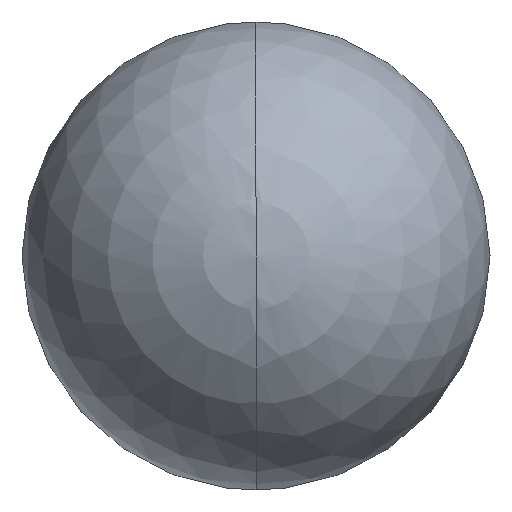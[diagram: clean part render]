
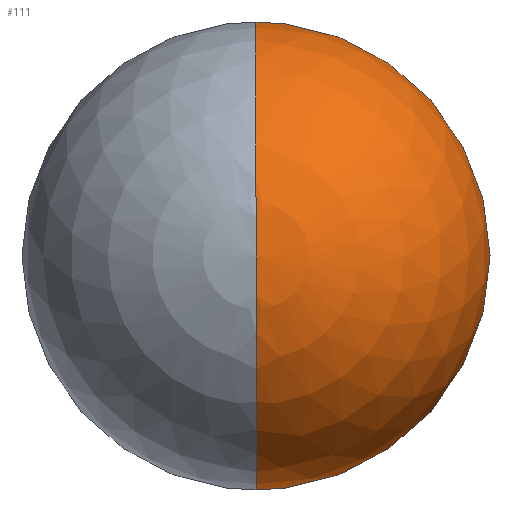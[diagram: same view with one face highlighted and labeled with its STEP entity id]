
A CAD part, left-side view. The second image highlights one B-rep face of the part: STEP entity #111.
In plain terms, the highlighted spherical face has radius 16 mm.
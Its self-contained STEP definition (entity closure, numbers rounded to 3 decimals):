
#93=EDGE_CURVE('',#139,#159,#223,.T.);
#111=ADVANCED_FACE('',(#243),#244,.T.);
#139=VERTEX_POINT('',#277);
#159=VERTEX_POINT('',#300);
#165=EDGE_CURVE('',#159,#187,#306,.T.);
#187=VERTEX_POINT('',#331);
#189=EDGE_CURVE('',#187,#139,#333,.T.);
#223=CIRCLE('',#363,16.0);
#243=FACE_OUTER_BOUND('',#391,.T.);
#244=SPHERICAL_SURFACE('',#392,16.0);
#277=CARTESIAN_POINT('',(-82.,0.,-9.327));
#300=CARTESIAN_POINT('',(-111.0,0.,0.));
#306=CIRCLE('',#466,16.0);
#331=CARTESIAN_POINT('',(-82.,0.,9.327));
#333=CIRCLE('',#499,9.327);
#363=AXIS2_PLACEMENT_3D('',#520,#521,#522);
#391=EDGE_LOOP('',(#546,#547,#548));
#392=AXIS2_PLACEMENT_3D('',#549,#550,#551);
#466=AXIS2_PLACEMENT_3D('',#639,#640,#641);
#499=AXIS2_PLACEMENT_3D('',#663,#664,#665);
#520=CARTESIAN_POINT('',(-95.,0.,0.));
#521=DIRECTION('',(-0.0,1.0,0.));
#522=DIRECTION('',(0.0,0.,-1.0));
#546=ORIENTED_EDGE('',*,*,#165,.F.);
#547=ORIENTED_EDGE('',*,*,#93,.F.);
#548=ORIENTED_EDGE('',*,*,#189,.F.);
#549=CARTESIAN_POINT('',(-95.,0.,0.));
#550=DIRECTION('',(1.0,0.0,0.0));
#551=DIRECTION('',(0.0,0.,1.0));
#639=CARTESIAN_POINT('',(-95.,0.,0.));
#640=DIRECTION('',(-0.0,1.0,0.));
#641=DIRECTION('',(0.0,0.,-1.0));
#663=CARTESIAN_POINT('',(-82.,0.,0.));
#664=DIRECTION('',(1.0,0.0,0.0));
#665=DIRECTION('',(0.0,0.,1.0));
